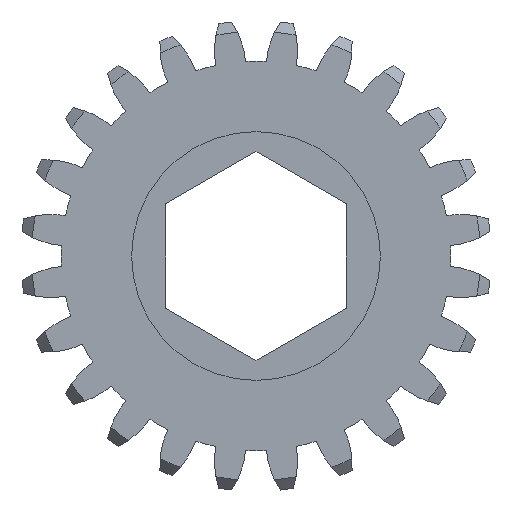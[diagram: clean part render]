
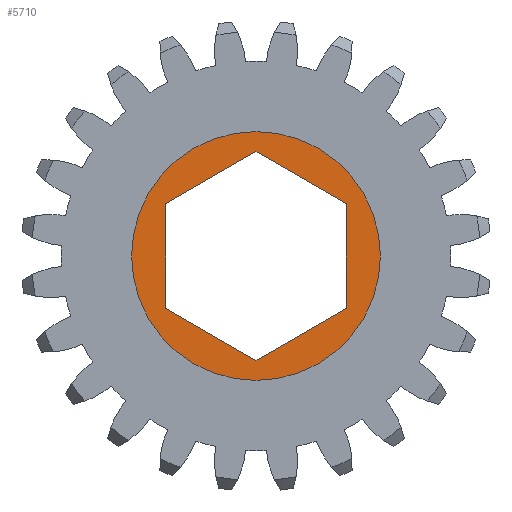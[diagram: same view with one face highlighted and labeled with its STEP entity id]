
A CAD part, left-side view. The second image highlights one B-rep face of the part: STEP entity #5710.
In plain terms, the highlighted planar face has unit normal (-1, 0, 0).
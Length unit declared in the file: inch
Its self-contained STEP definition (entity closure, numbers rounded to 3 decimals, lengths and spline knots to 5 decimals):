
#153 = CARTESIAN_POINT ( 'NONE',  ( -0.0625, -0.25, -0.14434 ) ) ;
#307 = VERTEX_POINT ( 'NONE', #1950 ) ;
#389 = LINE ( 'NONE', #2178, #5717 ) ;
#543 = CARTESIAN_POINT ( 'NONE',  ( -0.0625, 0., -0.34375 ) ) ;
#622 = VERTEX_POINT ( 'NONE', #1409 ) ;
#769 = CARTESIAN_POINT ( 'NONE',  ( -0.0625, 0.25, 0.14434 ) ) ;
#1044 = CARTESIAN_POINT ( 'NONE',  ( -0.0625, 0., 0.28868 ) ) ;
#1109 = DIRECTION ( 'NONE',  ( 1., 0., 0. ) ) ;
#1140 = ORIENTED_EDGE ( 'NONE', *, *, #5005, .T. ) ;
#1173 = VERTEX_POINT ( 'NONE', #2179 ) ;
#1329 = EDGE_CURVE ( 'NONE', #2327, #1173, #3093, .T. ) ;
#1409 = CARTESIAN_POINT ( 'NONE',  ( -0.0625, 0., 0.34375 ) ) ;
#1410 = EDGE_CURVE ( 'NONE', #622, #5611, #2129, .T. ) ;
#1564 = ORIENTED_EDGE ( 'NONE', *, *, #5122, .T. ) ;
#1577 = CARTESIAN_POINT ( 'NONE',  ( -0.0625, 0., 0. ) ) ;
#1649 = ORIENTED_EDGE ( 'NONE', *, *, #3975, .F. ) ;
#1711 = VERTEX_POINT ( 'NONE', #4443 ) ;
#1751 = VERTEX_POINT ( 'NONE', #4250 ) ;
#1798 = EDGE_CURVE ( 'NONE', #1751, #1711, #4016, .T. ) ;
#1864 = CARTESIAN_POINT ( 'NONE',  ( -0.0625, 0., 0.28868 ) ) ;
#1886 = DIRECTION ( 'NONE',  ( 0., 0.866, -0.5 ) ) ;
#1894 = CARTESIAN_POINT ( 'NONE',  ( -0.0625, -0.25, -0.14434 ) ) ;
#1903 = LINE ( 'NONE', #1894, #4125 ) ;
#1950 = CARTESIAN_POINT ( 'NONE',  ( -0.0625, 0.25, 0.14434 ) ) ;
#1972 = FACE_BOUND ( 'NONE', #4898, .T. ) ;
#2083 = EDGE_CURVE ( 'NONE', #1711, #307, #2930, .T. ) ;
#2129 = CIRCLE ( 'NONE', #3950, 0.34375 ) ;
#2149 = CIRCLE ( 'NONE', #4602, 0.34375 ) ;
#2178 = CARTESIAN_POINT ( 'NONE',  ( -0.0625, -0.25, 0.14434 ) ) ;
#2179 = CARTESIAN_POINT ( 'NONE',  ( -0.0625, -0.25, 0.14434 ) ) ;
#2314 = EDGE_CURVE ( 'NONE', #5709, #1751, #1903, .T. ) ;
#2327 = VERTEX_POINT ( 'NONE', #1864 ) ;
#2424 = VECTOR ( 'NONE', #2539, 39.37008 ) ;
#2539 = DIRECTION ( 'NONE',  ( 0., -0.866, 0.5 ) ) ;
#2837 = DIRECTION ( 'NONE',  ( 0., 0., -1. ) ) ;
#2897 = DIRECTION ( 'NONE',  ( 0., 0., 1. ) ) ;
#2903 = CARTESIAN_POINT ( 'NONE',  ( -0.0625, 0.25, -0.14434 ) ) ;
#2930 = LINE ( 'NONE', #2903, #4371 ) ;
#3093 = LINE ( 'NONE', #1044, #3746 ) ;
#3255 = EDGE_LOOP ( 'NONE', ( #1649, #5141 ) ) ;
#3274 = DIRECTION ( 'NONE',  ( 1., 0., 0. ) ) ;
#3380 = ORIENTED_EDGE ( 'NONE', *, *, #1329, .T. ) ;
#3712 = FACE_OUTER_BOUND ( 'NONE', #3255, .T. ) ;
#3746 = VECTOR ( 'NONE', #5667, 39.37008 ) ;
#3762 = ORIENTED_EDGE ( 'NONE', *, *, #1798, .T. ) ;
#3922 = DIRECTION ( 'NONE',  ( 0., 0., -1. ) ) ;
#3950 = AXIS2_PLACEMENT_3D ( 'NONE', #5473, #5471, #5451 ) ;
#3975 = EDGE_CURVE ( 'NONE', #5611, #622, #2149, .T. ) ;
#3990 = DIRECTION ( 'NONE',  ( 0., 0.866, 0.5 ) ) ;
#3998 = CARTESIAN_POINT ( 'NONE',  ( -0.0625, 0., -0.28868 ) ) ;
#4016 = LINE ( 'NONE', #3998, #5014 ) ;
#4046 = ORIENTED_EDGE ( 'NONE', *, *, #2314, .T. ) ;
#4125 = VECTOR ( 'NONE', #1886, 39.37008 ) ;
#4250 = CARTESIAN_POINT ( 'NONE',  ( -0.0625, 0., -0.28868 ) ) ;
#4371 = VECTOR ( 'NONE', #2897, 39.37008 ) ;
#4443 = CARTESIAN_POINT ( 'NONE',  ( -0.0625, 0.25, -0.14434 ) ) ;
#4602 = AXIS2_PLACEMENT_3D ( 'NONE', #4983, #1109, #2837 ) ;
#4683 = LINE ( 'NONE', #769, #2424 ) ;
#4898 = EDGE_LOOP ( 'NONE', ( #1564, #4046, #3762, #5598, #1140, #3380 ) ) ;
#4983 = CARTESIAN_POINT ( 'NONE',  ( -0.0625, 0., 0. ) ) ;
#5001 = DIRECTION ( 'NONE',  ( 0., 0., -1. ) ) ;
#5005 = EDGE_CURVE ( 'NONE', #307, #2327, #4683, .T. ) ;
#5014 = VECTOR ( 'NONE', #3990, 39.37008 ) ;
#5122 = EDGE_CURVE ( 'NONE', #1173, #5709, #389, .T. ) ;
#5141 = ORIENTED_EDGE ( 'NONE', *, *, #1410, .F. ) ;
#5392 = AXIS2_PLACEMENT_3D ( 'NONE', #1577, #3274, #5001 ) ;
#5451 = DIRECTION ( 'NONE',  ( 0., 0., -1. ) ) ;
#5455 = PLANE ( 'NONE',  #5392 ) ;
#5471 = DIRECTION ( 'NONE',  ( 1., 0., 0. ) ) ;
#5473 = CARTESIAN_POINT ( 'NONE',  ( -0.0625, 0., 0. ) ) ;
#5598 = ORIENTED_EDGE ( 'NONE', *, *, #2083, .T. ) ;
#5611 = VERTEX_POINT ( 'NONE', #543 ) ;
#5667 = DIRECTION ( 'NONE',  ( 0., -0.866, -0.5 ) ) ;
#5709 = VERTEX_POINT ( 'NONE', #153 ) ;
#5710 = ADVANCED_FACE ( 'NONE', ( #1972, #3712 ), #5455, .F. ) ;
#5717 = VECTOR ( 'NONE', #3922, 39.37008 ) ;
